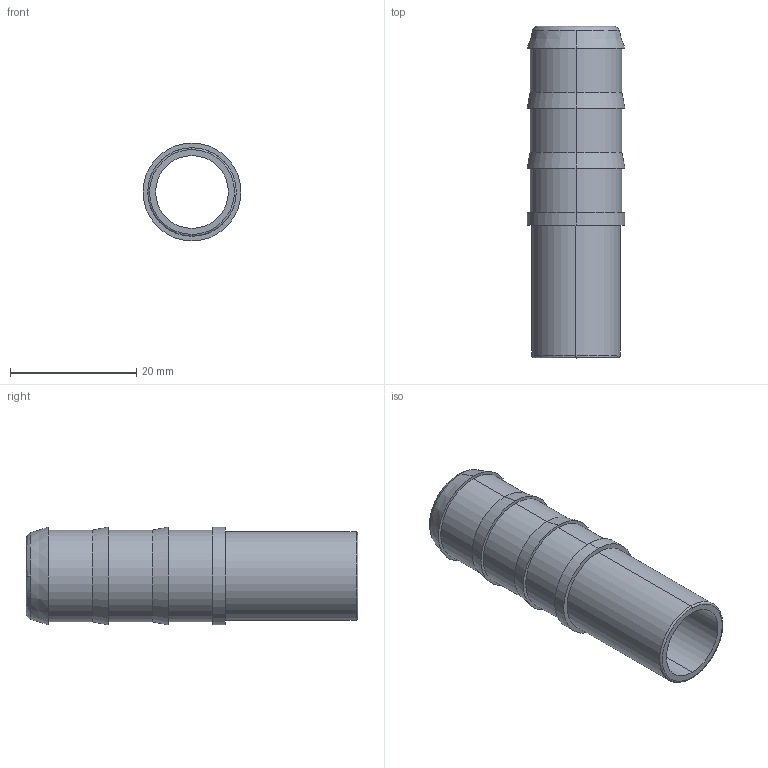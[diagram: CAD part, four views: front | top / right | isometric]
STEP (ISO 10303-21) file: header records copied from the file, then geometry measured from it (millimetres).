
FILE_DESCRIPTION (( 'STEP AP214' ), '1' );
FILE_NAME ('135400001GN00A.STEP', '2012-10-16T13:51:59', ( '' ), ( '' ), 'SwSTEP 2.0', 'SolidWorks 2012', '' );
FILE_SCHEMA (( 'AUTOMOTIVE_DESIGN' ));
Length unit declared in the file: millimetre
Products named in the file (1): 135400001GN00A
Bounding box: 15.5 x 52.5 x 15.5 mm (x, y, z)
Volume: 3072.4 mm3; surface area: 4479.2 mm2
Topology: 1 solids, 1 shells, 29 faces, 60 edges, 38 vertices
Faces by surface type: cylinder 12, plane 7, cone 6, bspline 4
Entity records: 862 total; most frequent: CARTESIAN_POINT 212, DIRECTION 138, ORIENTED_EDGE 120, AXIS2_PLACEMENT_3D 60, EDGE_CURVE 60, VERTEX_POINT 38, EDGE_LOOP 36, CIRCLE 34
